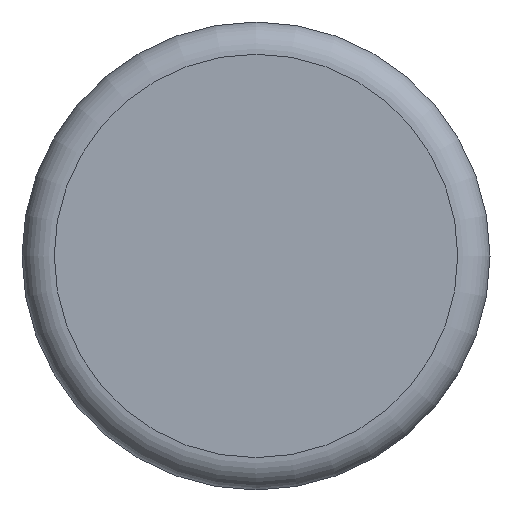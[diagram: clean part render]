
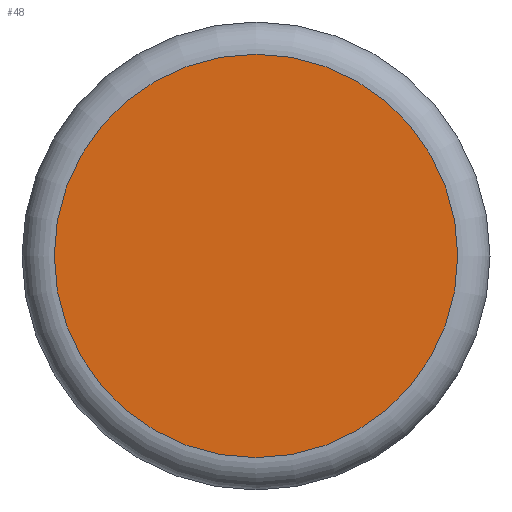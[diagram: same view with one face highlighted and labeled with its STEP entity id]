
A CAD part, top view. The second image highlights one B-rep face of the part: STEP entity #48.
In plain terms, the highlighted planar face has unit normal (0, 0, 1).
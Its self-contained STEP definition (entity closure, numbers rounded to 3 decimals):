
#48 = ADVANCED_FACE( '', ( #101 ), #102, .F. );
#101 = FACE_OUTER_BOUND( '', #154, .T. );
#102 = PLANE( '', #155 );
#154 = EDGE_LOOP( '', ( #213 ) );
#155 = AXIS2_PLACEMENT_3D( '', #214, #215, #216 );
#213 = ORIENTED_EDGE( '', *, *, #257, .T. );
#214 = CARTESIAN_POINT( '', ( 14.5, 0., 57.5 ) );
#215 = DIRECTION( '', ( 0., 0., -1. ) );
#216 = DIRECTION( '', ( -1., 0., 0. ) );
#257 = EDGE_CURVE( '', #287, #287, #288, .F. );
#287 = VERTEX_POINT( '', #321 );
#288 = CIRCLE( '', #322, 12.496 );
#321 = CARTESIAN_POINT( '', ( -12.496, 0., 57.5 ) );
#322 = AXIS2_PLACEMENT_3D( '', #358, #359, #360 );
#358 = CARTESIAN_POINT( '', ( 0., 0., 57.5 ) );
#359 = DIRECTION( '', ( 0., 0., -1. ) );
#360 = DIRECTION( '', ( -1., 0., 0. ) );
